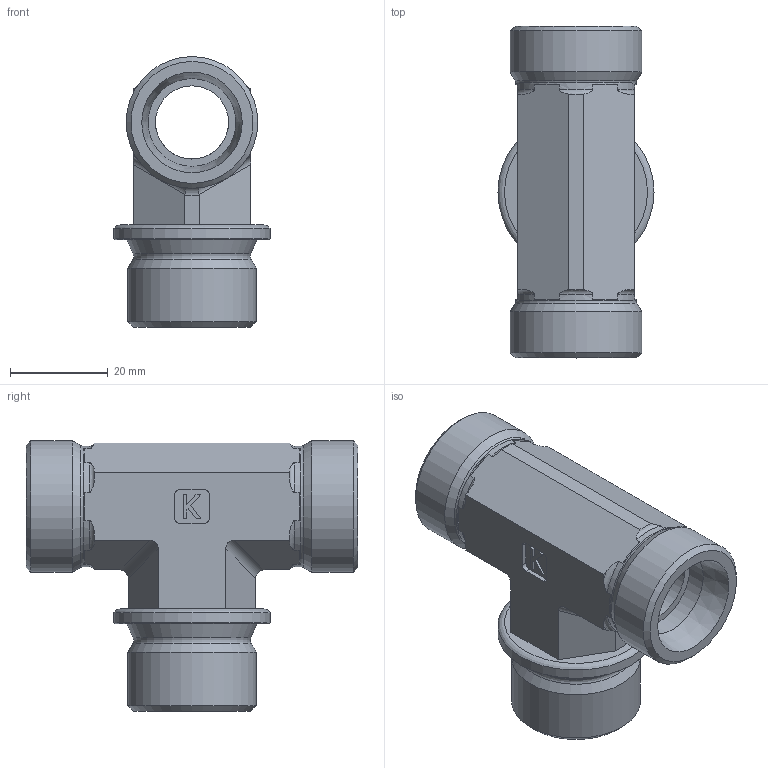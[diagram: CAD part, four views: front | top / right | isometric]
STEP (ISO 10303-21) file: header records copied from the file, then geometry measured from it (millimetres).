
FILE_DESCRIPTION((''),'2;1');
FILE_NAME('281186827.stp','2014-10-31T14:33:40',(''),('KNOMI spol. s r. o.'),'Autodesk Inventor 2012','Autodesk Inventor 2012','');
FILE_SCHEMA(('AUTOMOTIVE_DESIGN { 1 2 10303 214 0 1 1 1 }'));
Length unit declared in the file: millimetre
Products named in the file (1): THR2 Js15 G3/4/M27
Bounding box: 32 x 68 x 55.5 mm (x, y, z)
Volume: 31738.2 mm3; surface area: 14254.5 mm2
Topology: 1 solids, 1 shells, 109 faces, 298 edges, 196 vertices
Faces by surface type: plane 62, cylinder 20, torus 16, cone 11
Full cylindrical faces by diameter (mm): 15 x2, 18 x2, 24.7 x2, 26.411 x1, 27 x2, 32 x1
Entity records: 3432 total; most frequent: CARTESIAN_POINT 790, DIRECTION 540, ORIENTED_EDGE 520, EDGE_CURVE 260, AXIS2_PLACEMENT_3D 198, VERTEX_POINT 184, EDGE_LOOP 144, VECTOR 144
